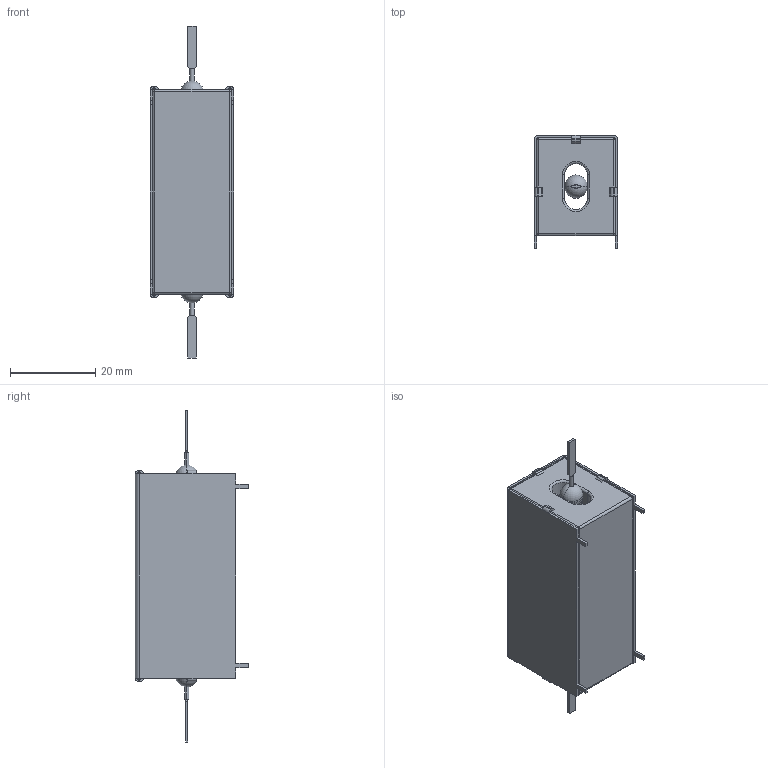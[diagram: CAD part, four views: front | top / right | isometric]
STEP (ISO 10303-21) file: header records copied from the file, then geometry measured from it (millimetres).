
FILE_DESCRIPTION (( 'STEP AP203' ), '1' );
FILE_NAME ('衯菙.685442.092vs1Rel.STEP', '2025-07-18T10:48:56', ( '' ), ( '' ), 'SwSTEP 2.0', 'SolidWorks 2023', '' );
FILE_SCHEMA (( 'CONFIG_CONTROL_DESIGN' ));
Length unit declared in the file: millimetre
Products named in the file (4): Деталь1; DRA282G; Деталь2; УШЯИ.685442.092vs1Rel
Assembly tree (3 placements, depth 2):
  УШЯИ.685442.092vs1Rel
    Деталь1
    Деталь2
    DRA282G
Bounding box: 19.5 x 26.5 x 77.8 mm (x, y, z)
Volume: 20643.1 mm3; surface area: 13408.3 mm2
Topology: 3 solids, 3 shells, 232 faces, 514 edges, 280 vertices
Faces by surface type: plane 144, cylinder 56, torus 24, sphere 8
Entity records: 6548 total; most frequent: DIRECTION 1138, CARTESIAN_POINT 1024, ORIENTED_EDGE 1012, EDGE_CURVE 506, AXIS2_PLACEMENT_3D 394, LINE 350, VECTOR 350, VERTEX_POINT 280
